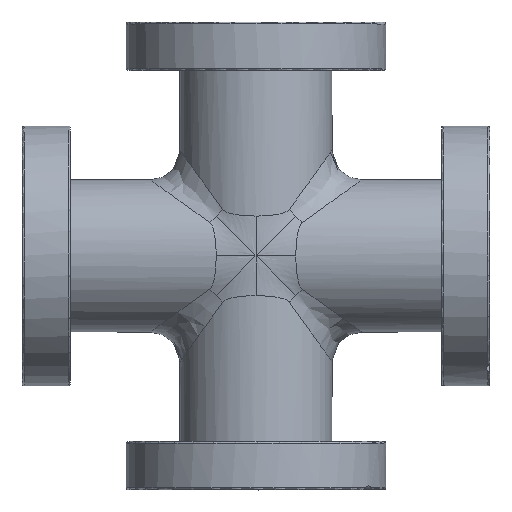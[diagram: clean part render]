
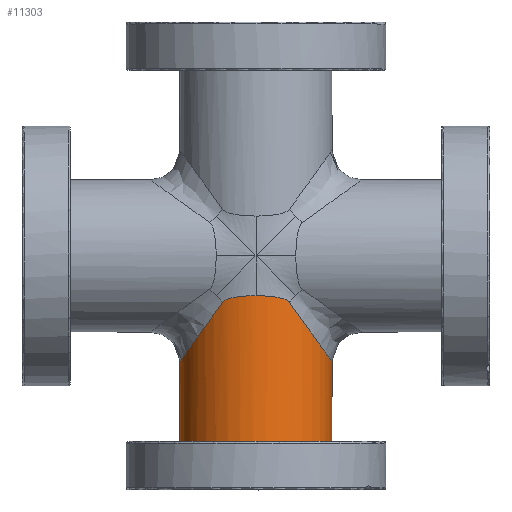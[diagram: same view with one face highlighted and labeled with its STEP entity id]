
A CAD part, top view. The second image highlights one B-rep face of the part: STEP entity #11303.
In plain terms, the highlighted cylindrical face has radius 20.5 mm (diameter 41 mm), a full revolution.
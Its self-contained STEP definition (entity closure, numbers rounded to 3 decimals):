
#953=CARTESIAN_POINT('',(0.,-10.732,20.5));
#954=VERTEX_POINT('',#953);
#972=CARTESIAN_POINT('',(8.995,-12.505,18.421));
#973=VERTEX_POINT('',#972);
#974=CARTESIAN_POINT('',(0.,-10.732,20.5));
#975=CARTESIAN_POINT('',(1.046,-10.732,20.5));
#976=CARTESIAN_POINT('',(2.091,-10.769,20.417));
#977=CARTESIAN_POINT('',(3.075,-10.842,20.268));
#978=CARTESIAN_POINT('',(4.059,-10.916,20.119));
#979=CARTESIAN_POINT('',(4.981,-11.027,19.904));
#980=CARTESIAN_POINT('',(5.79,-11.175,19.665));
#981=CARTESIAN_POINT('',(6.599,-11.323,19.427));
#982=CARTESIAN_POINT('',(7.295,-11.507,19.167));
#983=CARTESIAN_POINT('',(7.841,-11.729,18.941));
#984=CARTESIAN_POINT('',(8.113,-11.84,18.828));
#985=CARTESIAN_POINT('',(8.349,-11.96,18.724));
#986=CARTESIAN_POINT('',(8.542,-12.089,18.635));
#987=CARTESIAN_POINT('',(8.736,-12.218,18.547));
#988=CARTESIAN_POINT('',(8.888,-12.357,18.473));
#989=CARTESIAN_POINT('',(8.995,-12.505,18.421));
#990=B_SPLINE_CURVE_WITH_KNOTS('',3,(#974,#975,#976,#977,#978,#979,#980,#981,#982,#983,#984,#985,#986,#987,#988,#989),.UNSPECIFIED.,.F.,.U.,(4,3,3,3,3,4),(0.5,0.625,0.75,0.875,0.938,1.0),.UNSPECIFIED.);
#991=EDGE_CURVE('',#954,#973,#990,.T.);
#1265=CARTESIAN_POINT('',(-8.995,-12.505,18.421));
#1266=VERTEX_POINT('',#1265);
#1274=CARTESIAN_POINT('',(-8.995,-12.505,18.421));
#1275=CARTESIAN_POINT('',(-8.888,-12.357,18.473));
#1276=CARTESIAN_POINT('',(-8.736,-12.218,18.547));
#1277=CARTESIAN_POINT('',(-8.542,-12.089,18.635));
#1278=CARTESIAN_POINT('',(-8.349,-11.96,18.724));
#1279=CARTESIAN_POINT('',(-8.113,-11.84,18.828));
#1280=CARTESIAN_POINT('',(-7.841,-11.729,18.941));
#1281=CARTESIAN_POINT('',(-7.295,-11.507,19.167));
#1282=CARTESIAN_POINT('',(-6.599,-11.323,19.427));
#1283=CARTESIAN_POINT('',(-5.79,-11.175,19.665));
#1284=CARTESIAN_POINT('',(-4.981,-11.027,19.904));
#1285=CARTESIAN_POINT('',(-4.059,-10.916,20.119));
#1286=CARTESIAN_POINT('',(-3.075,-10.842,20.268));
#1287=CARTESIAN_POINT('',(-2.091,-10.769,20.417));
#1288=CARTESIAN_POINT('',(-1.046,-10.732,20.5));
#1289=CARTESIAN_POINT('',(0.,-10.732,20.5));
#1290=B_SPLINE_CURVE_WITH_KNOTS('',3,(#1274,#1275,#1276,#1277,#1278,#1279,#1280,#1281,#1282,#1283,#1284,#1285,#1286,#1287,#1288,#1289),.UNSPECIFIED.,.F.,.U.,(4,3,3,3,3,4),(0.0,0.063,0.125,0.25,0.375,0.5),.UNSPECIFIED.);
#1291=EDGE_CURVE('',#1266,#954,#1290,.T.);
#4181=CARTESIAN_POINT('',(0.,-10.732,-20.5));
#4182=VERTEX_POINT('',#4181);
#4200=CARTESIAN_POINT('',(-8.995,-12.505,-18.421));
#4201=VERTEX_POINT('',#4200);
#4202=CARTESIAN_POINT('',(0.,-10.732,-20.5));
#4203=CARTESIAN_POINT('',(-1.046,-10.732,-20.5));
#4204=CARTESIAN_POINT('',(-2.091,-10.769,-20.417));
#4205=CARTESIAN_POINT('',(-3.075,-10.842,-20.268));
#4206=CARTESIAN_POINT('',(-4.059,-10.916,-20.119));
#4207=CARTESIAN_POINT('',(-4.981,-11.027,-19.904));
#4208=CARTESIAN_POINT('',(-5.79,-11.175,-19.665));
#4209=CARTESIAN_POINT('',(-6.599,-11.323,-19.427));
#4210=CARTESIAN_POINT('',(-7.295,-11.507,-19.167));
#4211=CARTESIAN_POINT('',(-7.841,-11.729,-18.941));
#4212=CARTESIAN_POINT('',(-8.113,-11.84,-18.828));
#4213=CARTESIAN_POINT('',(-8.349,-11.96,-18.724));
#4214=CARTESIAN_POINT('',(-8.542,-12.089,-18.635));
#4215=CARTESIAN_POINT('',(-8.736,-12.218,-18.547));
#4216=CARTESIAN_POINT('',(-8.888,-12.357,-18.473));
#4217=CARTESIAN_POINT('',(-8.995,-12.505,-18.421));
#4218=B_SPLINE_CURVE_WITH_KNOTS('',3,(#4202,#4203,#4204,#4205,#4206,#4207,#4208,#4209,#4210,#4211,#4212,#4213,#4214,#4215,#4216,#4217),.UNSPECIFIED.,.F.,.U.,(4,3,3,3,3,4),(0.5,0.625,0.75,0.875,0.938,1.0),.UNSPECIFIED.);
#4219=EDGE_CURVE('',#4182,#4201,#4218,.T.);
#10087=CARTESIAN_POINT('',(8.995,-12.505,-18.421));
#10088=VERTEX_POINT('',#10087);
#10096=CARTESIAN_POINT('',(8.995,-12.505,-18.421));
#10097=CARTESIAN_POINT('',(8.888,-12.357,-18.473));
#10098=CARTESIAN_POINT('',(8.736,-12.218,-18.547));
#10099=CARTESIAN_POINT('',(8.542,-12.089,-18.635));
#10100=CARTESIAN_POINT('',(8.349,-11.96,-18.724));
#10101=CARTESIAN_POINT('',(8.113,-11.84,-18.828));
#10102=CARTESIAN_POINT('',(7.841,-11.729,-18.941));
#10103=CARTESIAN_POINT('',(7.295,-11.507,-19.167));
#10104=CARTESIAN_POINT('',(6.599,-11.323,-19.427));
#10105=CARTESIAN_POINT('',(5.79,-11.175,-19.665));
#10106=CARTESIAN_POINT('',(4.981,-11.027,-19.904));
#10107=CARTESIAN_POINT('',(4.059,-10.916,-20.119));
#10108=CARTESIAN_POINT('',(3.075,-10.842,-20.268));
#10109=CARTESIAN_POINT('',(2.091,-10.769,-20.417));
#10110=CARTESIAN_POINT('',(1.046,-10.732,-20.5));
#10111=CARTESIAN_POINT('',(0.,-10.732,-20.5));
#10112=B_SPLINE_CURVE_WITH_KNOTS('',3,(#10096,#10097,#10098,#10099,#10100,#10101,#10102,#10103,#10104,#10105,#10106,#10107,#10108,#10109,#10110,#10111),.UNSPECIFIED.,.F.,.U.,(4,3,3,3,3,4),(0.0,0.063,0.125,0.25,0.375,0.5),.UNSPECIFIED.);
#10113=EDGE_CURVE('',#10088,#4182,#10112,.T.);
#11046=CARTESIAN_POINT('',(0.0,0.0,0.0));
#11047=DIRECTION('',(-0.812,0.584,0.0));
#11048=DIRECTION('',(-0.584,-0.812,0.0));
#11049=AXIS2_PLACEMENT_3D('',#11046,#11047,#11048);
#11050=ELLIPSE('',#11049,35.107,20.5);
#11051=EDGE_CURVE('',#4201,#1266,#11050,.T.);
#11268=CARTESIAN_POINT('',(0.0,0.0,0.0));
#11269=DIRECTION('',(0.812,0.584,0.0));
#11270=DIRECTION('',(0.584,-0.812,0.0));
#11271=AXIS2_PLACEMENT_3D('',#11268,#11269,#11270);
#11272=ELLIPSE('',#11271,35.107,20.5);
#11273=EDGE_CURVE('',#973,#10088,#11272,.T.);
#11279=CARTESIAN_POINT('',(0.0,0.0,0.0));
#11280=DIRECTION('',(0.0,-1.0,0.0));
#11281=DIRECTION('',(1.0,0.0,0.0));
#11282=AXIS2_PLACEMENT_3D('',#11279,#11280,#11281);
#11283=CYLINDRICAL_SURFACE('',#11282,20.5);
#11284=CARTESIAN_POINT('',(-20.5,-58.2,0.));
#11285=VERTEX_POINT('',#11284);
#11286=CARTESIAN_POINT('',(0.0,-58.2,0.0));
#11287=DIRECTION('',(0.0,1.0,0.0));
#11288=DIRECTION('',(1.0,0.0,0.0));
#11289=AXIS2_PLACEMENT_3D('',#11286,#11287,#11288);
#11290=CIRCLE('',#11289,20.5);
#11291=EDGE_CURVE('',#11285,#11285,#11290,.T.);
#11292=ORIENTED_EDGE('',*,*,#11291,.T.);
#11293=EDGE_LOOP('',(#11292));
#11294=FACE_OUTER_BOUND('',#11293,.T.);
#11295=ORIENTED_EDGE('',*,*,#1291,.F.);
#11296=ORIENTED_EDGE('',*,*,#11051,.F.);
#11297=ORIENTED_EDGE('',*,*,#4219,.F.);
#11298=ORIENTED_EDGE('',*,*,#10113,.F.);
#11299=ORIENTED_EDGE('',*,*,#11273,.F.);
#11300=ORIENTED_EDGE('',*,*,#991,.F.);
#11301=EDGE_LOOP('',(#11295,#11296,#11297,#11298,#11299,#11300));
#11302=FACE_BOUND('',#11301,.T.);
#11303=ADVANCED_FACE('',(#11294,#11302),#11283,.T.);
